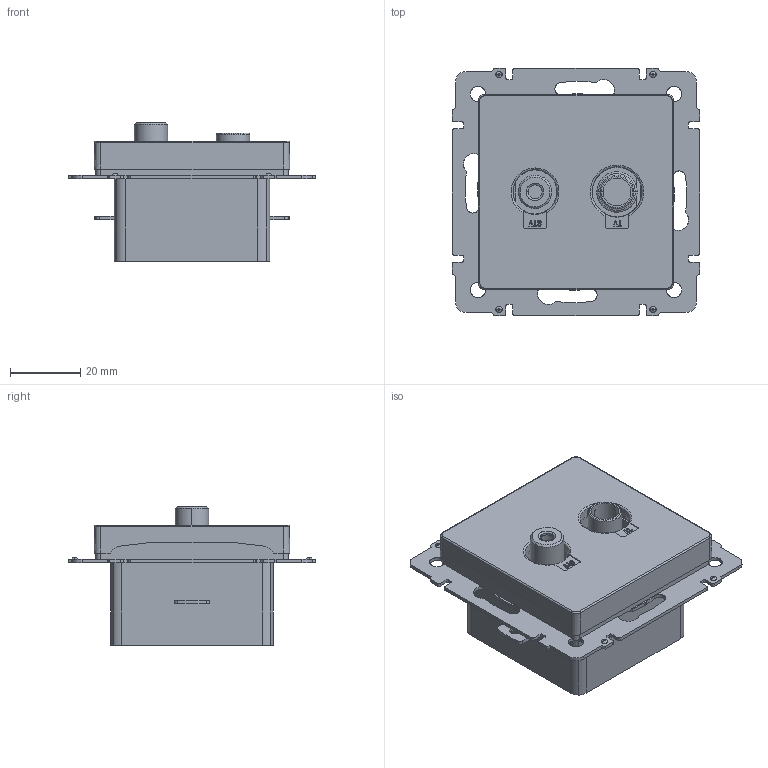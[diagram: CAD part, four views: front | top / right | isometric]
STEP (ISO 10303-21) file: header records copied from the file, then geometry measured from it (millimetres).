
FILE_DESCRIPTION (( 'STEP AP214' ), '1' );
FILE_NAME ('BRITE ﾐ鰀. 葢鵫浯 TV+SAT.STEP', '2025-04-08T15:01:31', ( '' ), ( '' ), 'SwSTEP 2.0', 'SolidWorks 2022', '' );
FILE_SCHEMA (( 'AUTOMOTIVE_DESIGN' ));
Length unit declared in the file: millimetre
Products named in the file (1): BRITE Роз. двойная TV+SAT
Bounding box: 70.8 x 70.8 x 39.6 mm (x, y, z)
Surface area: 22010.7 mm2 (no closed solid volume)
Topology: 0 solids, 5 shells, 640 faces, 1808 edges, 1194 vertices
Faces by surface type: plane 349, cylinder 191, bspline 42, torus 32, cone 24, sphere 2
Entity records: 24696 total; most frequent: CARTESIAN_POINT 10252, ORIENTED_EDGE 3610, DIRECTION 2024, EDGE_CURVE 1808, VERTEX_POINT 1194, B_SPLINE_CURVE_WITH_KNOTS 1056, EDGE_LOOP 709, AXIS2_PLACEMENT_3D 709
